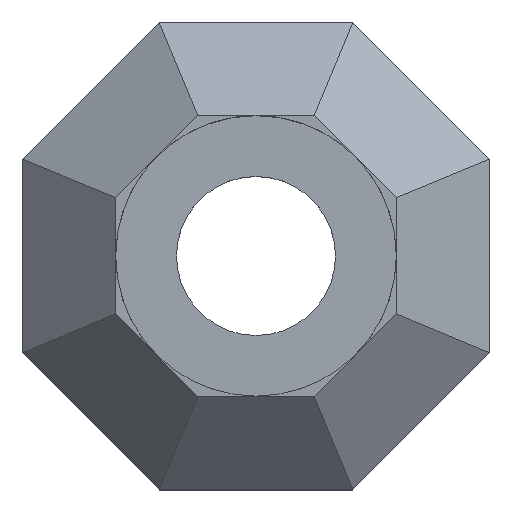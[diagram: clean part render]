
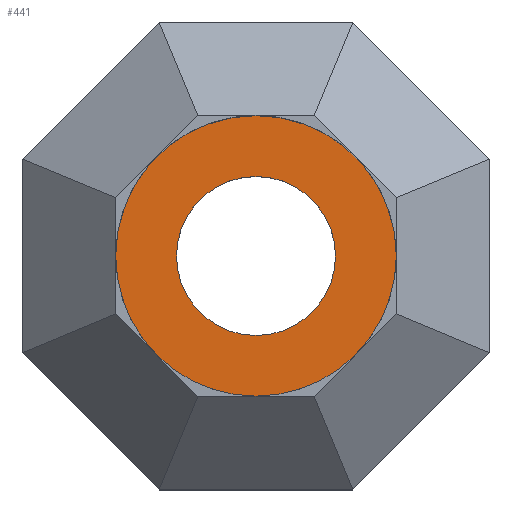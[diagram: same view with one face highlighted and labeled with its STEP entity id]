
A CAD part, top view. The second image highlights one B-rep face of the part: STEP entity #441.
In plain terms, the highlighted planar face has unit normal (0, 0, 1).
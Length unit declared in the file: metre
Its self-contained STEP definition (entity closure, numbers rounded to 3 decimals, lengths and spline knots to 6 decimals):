
#23=CIRCLE('',#491,0.0017);
#24=CIRCLE('',#493,0.003);
#92=ORIENTED_EDGE('',*,*,#192,.T.);
#93=ORIENTED_EDGE('',*,*,#193,.F.);
#192=EDGE_CURVE('',#235,#235,#23,.T.);
#193=EDGE_CURVE('',#236,#236,#24,.T.);
#235=VERTEX_POINT('',#733);
#236=VERTEX_POINT('',#736);
#353=EDGE_LOOP('',(#92));
#354=EDGE_LOOP('',(#93));
#385=FACE_BOUND('',#353,.T.);
#386=FACE_BOUND('',#354,.T.);
#414=PLANE('',#492);
#441=ADVANCED_FACE('',(#385,#386),#414,.T.);
#491=AXIS2_PLACEMENT_3D('',#732,#599,#600);
#492=AXIS2_PLACEMENT_3D('',#734,#601,#602);
#493=AXIS2_PLACEMENT_3D('',#735,#603,#604);
#599=DIRECTION('',(0.,0.,-1.));
#600=DIRECTION('',(-1.,0.,0.));
#601=DIRECTION('',(0.,0.,1.));
#602=DIRECTION('',(1.,0.,0.));
#603=DIRECTION('',(0.,0.,-1.));
#604=DIRECTION('',(-1.,0.,0.));
#732=CARTESIAN_POINT('',(0.,0.,0.001));
#733=CARTESIAN_POINT('',(-0.0017,0.,0.001));
#734=CARTESIAN_POINT('',(0.003,0.,0.001));
#735=CARTESIAN_POINT('',(0.,0.,0.001));
#736=CARTESIAN_POINT('',(-0.003,0.,0.001));
